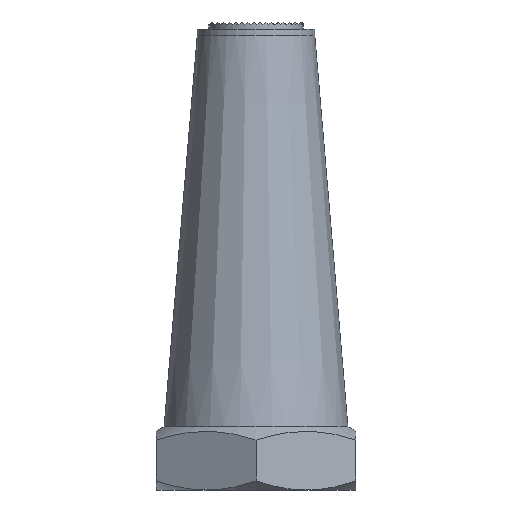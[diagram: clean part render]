
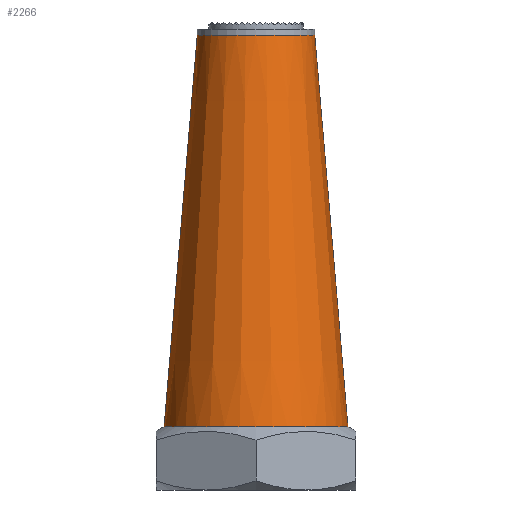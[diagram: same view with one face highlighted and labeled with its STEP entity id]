
A CAD part, front view. The second image highlights one B-rep face of the part: STEP entity #2266.
In plain terms, the highlighted conical face has half-angle 4.844 degrees and reference radius 7.82 mm.
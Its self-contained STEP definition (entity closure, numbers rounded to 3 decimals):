
#126 = VERTEX_POINT ( 'NONE', #11670 ) ;
#452 = VECTOR ( 'NONE', #15746, 1000. ) ;
#478 = ORIENTED_EDGE ( 'NONE', *, *, #3684, .T. ) ;
#742 = VERTEX_POINT ( 'NONE', #9734 ) ;
#1081 = EDGE_CURVE ( 'NONE', #10308, #742, #14407, .T. ) ;
#1365 = DIRECTION ( 'NONE',  ( 0., 0., -1. ) ) ;
#1820 = ORIENTED_EDGE ( 'NONE', *, *, #2005, .F. ) ;
#2005 = EDGE_CURVE ( 'NONE', #126, #742, #9312, .T. ) ;
#2081 = DIRECTION ( 'NONE',  ( 1., 0., 0. ) ) ;
#2266 = ADVANCED_FACE ( 'NONE', ( #7760 ), #14899, .T. ) ;
#2288 = DIRECTION ( 'NONE',  ( -0.084, 0., -0.996 ) ) ;
#3448 = VERTEX_POINT ( 'NONE', #4417 ) ;
#3450 = CARTESIAN_POINT ( 'NONE',  ( 7.82, 0., 5.393 ) ) ;
#3677 = LINE ( 'NONE', #3450, #452 ) ;
#3684 = EDGE_CURVE ( 'NONE', #3448, #10308, #4734, .T. ) ;
#4189 = EDGE_LOOP ( 'NONE', ( #478, #11506, #1820, #13421 ) ) ;
#4417 = CARTESIAN_POINT ( 'NONE',  ( 5., 0., 38.667 ) ) ;
#4734 = CIRCLE ( 'NONE', #7042, 5. ) ;
#5793 = CARTESIAN_POINT ( 'NONE',  ( 0., 0., 5.393 ) ) ;
#7042 = AXIS2_PLACEMENT_3D ( 'NONE', #14545, #1365, #11104 ) ;
#7232 = CARTESIAN_POINT ( 'NONE',  ( -7.82, 0., 5.393 ) ) ;
#7760 = FACE_OUTER_BOUND ( 'NONE', #4189, .T. ) ;
#7986 = EDGE_CURVE ( 'NONE', #3448, #126, #3677, .T. ) ;
#9312 = CIRCLE ( 'NONE', #12109, 7.82 ) ;
#9734 = CARTESIAN_POINT ( 'NONE',  ( -7.82, 0., 5.393 ) ) ;
#10308 = VERTEX_POINT ( 'NONE', #10776 ) ;
#10750 = DIRECTION ( 'NONE',  ( 0., 0., -1. ) ) ;
#10776 = CARTESIAN_POINT ( 'NONE',  ( -5., 0., 38.667 ) ) ;
#11104 = DIRECTION ( 'NONE',  ( 1., 0., 0. ) ) ;
#11506 = ORIENTED_EDGE ( 'NONE', *, *, #1081, .T. ) ;
#11670 = CARTESIAN_POINT ( 'NONE',  ( 7.82, 0., 5.393 ) ) ;
#12109 = AXIS2_PLACEMENT_3D ( 'NONE', #5793, #10750, #15604 ) ;
#12631 = DIRECTION ( 'NONE',  ( 0., 0., -1. ) ) ;
#12799 = CARTESIAN_POINT ( 'NONE',  ( 0., 0., 5.393 ) ) ;
#13356 = VECTOR ( 'NONE', #2288, 1000. ) ;
#13421 = ORIENTED_EDGE ( 'NONE', *, *, #7986, .F. ) ;
#14396 = AXIS2_PLACEMENT_3D ( 'NONE', #12799, #12631, #2081 ) ;
#14407 = LINE ( 'NONE', #7232, #13356 ) ;
#14545 = CARTESIAN_POINT ( 'NONE',  ( 0., 0., 38.667 ) ) ;
#14899 = CONICAL_SURFACE ( 'NONE', #14396, 7.82, 0.085 ) ;
#15604 = DIRECTION ( 'NONE',  ( 1., 0., 0. ) ) ;
#15746 = DIRECTION ( 'NONE',  ( 0.084, 0., -0.996 ) ) ;
